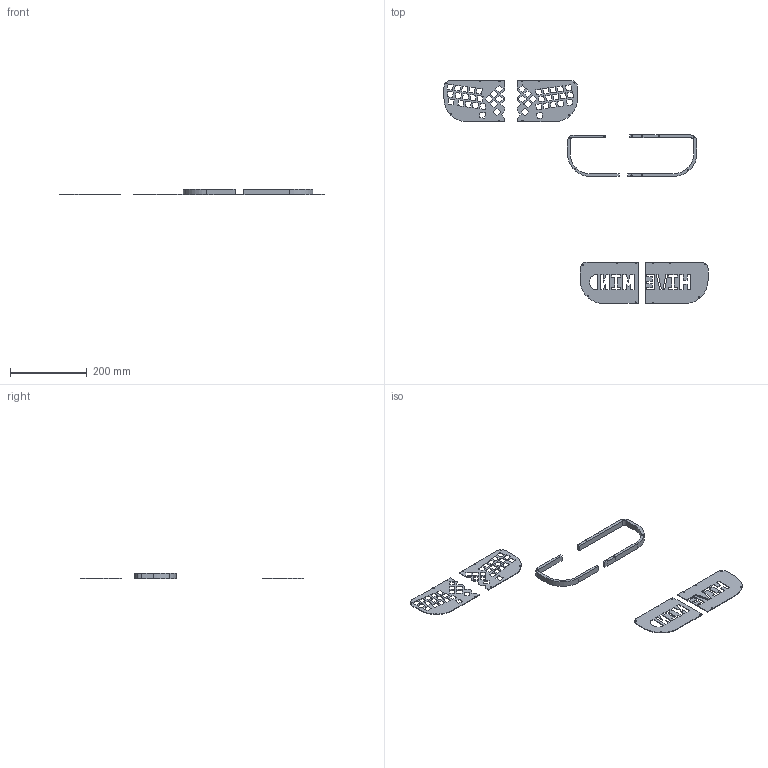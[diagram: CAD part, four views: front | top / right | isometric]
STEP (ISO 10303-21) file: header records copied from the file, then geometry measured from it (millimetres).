
FILE_DESCRIPTION(/* description */ (''),/* implementation_level */ '2;1');
FILE_NAME(/* name */ 'HiveMindoriginalcomplete.step',/* time_stamp */ '2023-02-19T14:51:00-08:00',/* author */ (''),/* organization */ (''),/* preprocessor_version */ 'ST-DEVELOPER v19.2',/* originating_system */ 'Autodesk Translation Framework v11.17.0.187',/* authorisation */ '');
FILE_SCHEMA (('AUTOMOTIVE_DESIGN { 1 0 10303 214 3 1 1 }'));
Length unit declared in the file: millimetre
Products named in the file (1): HiveMindoriginalcomplete
Bounding box: 687.16 x 580.44 x 15 mm (x, y, z)
Volume: 152904.3 mm3; surface area: 142308.6 mm2
Topology: 6 solids, 6 shells, 562 faces, 1650 edges, 1100 vertices
Faces by surface type: plane 324, cylinder 238
Full cylindrical faces by diameter (mm): 3 x30
Entity records: 19106 total; most frequent: CARTESIAN_POINT 3313, ORIENTED_EDGE 3300, DIRECTION 3252, EDGE_CURVE 1650, LINE 1174, VECTOR 1174, VERTEX_POINT 1100, AXIS2_PLACEMENT_3D 1039
